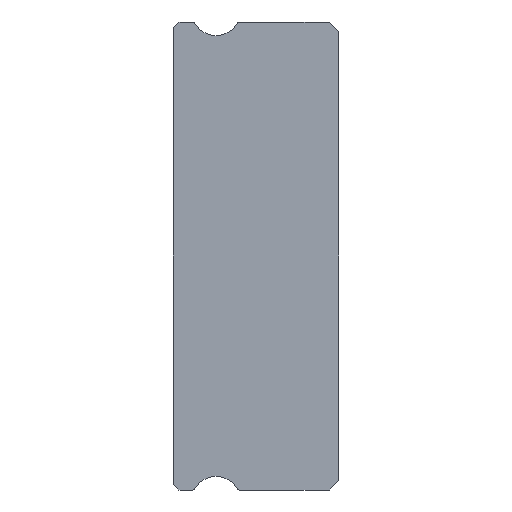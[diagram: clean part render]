
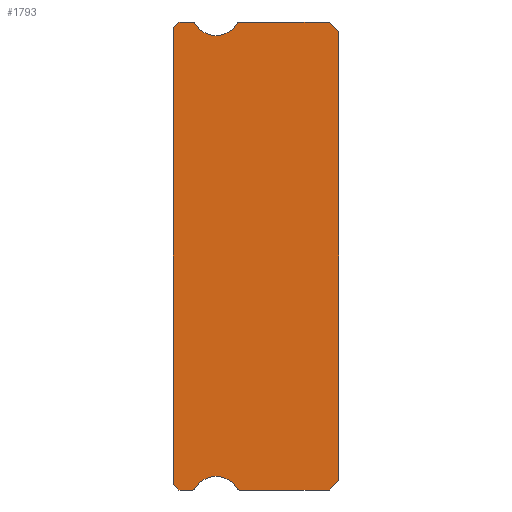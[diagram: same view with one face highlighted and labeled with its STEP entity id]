
A CAD part, left-side view. The second image highlights one B-rep face of the part: STEP entity #1793.
In plain terms, the highlighted planar face has unit normal (-1, 0, 0).
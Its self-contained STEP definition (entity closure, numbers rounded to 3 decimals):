
#21 = VECTOR ( 'NONE', #1998, 1000. ) ;
#59 = VERTEX_POINT ( 'NONE', #2190 ) ;
#98 = VECTOR ( 'NONE', #1206, 1000. ) ;
#124 = DIRECTION ( 'NONE',  ( 0., 0., -1. ) ) ;
#156 = VERTEX_POINT ( 'NONE', #1061 ) ;
#207 = CARTESIAN_POINT ( 'NONE',  ( -10., 5.088, 12. ) ) ;
#218 = EDGE_LOOP ( 'NONE', ( #3518, #1715, #224, #312, #3839, #3451, #2447, #2173, #1114, #936, #2378, #1193, #1558, #2839, #973, #633, #579 ) ) ;
#224 = ORIENTED_EDGE ( 'NONE', *, *, #2280, .T. ) ;
#249 = EDGE_CURVE ( 'NONE', #1447, #59, #860, .T. ) ;
#254 = DIRECTION ( 'NONE',  ( 0., 0., -1. ) ) ;
#312 = ORIENTED_EDGE ( 'NONE', *, *, #3720, .F. ) ;
#336 = LINE ( 'NONE', #2459, #3678 ) ;
#408 = VECTOR ( 'NONE', #985, 1000. ) ;
#422 = EDGE_CURVE ( 'NONE', #1635, #1449, #336, .T. ) ;
#428 = CARTESIAN_POINT ( 'NONE',  ( -10., 5.088, -11.85 ) ) ;
#453 = LINE ( 'NONE', #492, #947 ) ;
#455 = VECTOR ( 'NONE', #2264, 1000. ) ;
#464 = CIRCLE ( 'NONE', #2359, 0.15 ) ;
#481 = EDGE_CURVE ( 'NONE', #774, #2988, #3037, .T. ) ;
#485 = CARTESIAN_POINT ( 'NONE',  ( -10., 8.5, 11.85 ) ) ;
#492 = CARTESIAN_POINT ( 'NONE',  ( -10., 7.512, -12. ) ) ;
#531 = CARTESIAN_POINT ( 'NONE',  ( -10., 8.2, -12. ) ) ;
#579 = ORIENTED_EDGE ( 'NONE', *, *, #481, .T. ) ;
#627 = AXIS2_PLACEMENT_3D ( 'NONE', #2192, #1616, #124 ) ;
#633 = ORIENTED_EDGE ( 'NONE', *, *, #2686, .T. ) ;
#666 = CARTESIAN_POINT ( 'NONE',  ( -10., 5.217, 11.925 ) ) ;
#678 = DIRECTION ( 'NONE',  ( 0., 0., -1. ) ) ;
#686 = DIRECTION ( 'NONE',  ( 1., 0., 0. ) ) ;
#774 = VERTEX_POINT ( 'NONE', #2183 ) ;
#804 = VERTEX_POINT ( 'NONE', #1306 ) ;
#808 = LINE ( 'NONE', #1973, #2218 ) ;
#850 = DIRECTION ( 'NONE',  ( 1., 0., 0. ) ) ;
#860 = CIRCLE ( 'NONE', #3766, 1.25 ) ;
#931 = EDGE_CURVE ( 'NONE', #1635, #156, #1753, .T. ) ;
#936 = ORIENTED_EDGE ( 'NONE', *, *, #3493, .F. ) ;
#942 = AXIS2_PLACEMENT_3D ( 'NONE', #3340, #3024, #678 ) ;
#943 = LINE ( 'NONE', #2159, #1171 ) ;
#947 = VECTOR ( 'NONE', #1696, 1000. ) ;
#973 = ORIENTED_EDGE ( 'NONE', *, *, #979, .F. ) ;
#979 = EDGE_CURVE ( 'NONE', #2889, #1447, #3102, .T. ) ;
#985 = DIRECTION ( 'NONE',  ( 0., 0.707, -0.707 ) ) ;
#997 = DIRECTION ( 'NONE',  ( 0., 0., -1. ) ) ;
#1061 = CARTESIAN_POINT ( 'NONE',  ( -10., 0., 11.5 ) ) ;
#1114 = ORIENTED_EDGE ( 'NONE', *, *, #931, .T. ) ;
#1139 = CIRCLE ( 'NONE', #3866, 0.15 ) ;
#1140 = CARTESIAN_POINT ( 'NONE',  ( -10., 6.3, 12.55 ) ) ;
#1171 = VECTOR ( 'NONE', #3354, 1000. ) ;
#1181 = CARTESIAN_POINT ( 'NONE',  ( -10., 5.088, -12. ) ) ;
#1193 = ORIENTED_EDGE ( 'NONE', *, *, #1525, .F. ) ;
#1198 = CIRCLE ( 'NONE', #627, 1.25 ) ;
#1199 = EDGE_CURVE ( 'NONE', #2537, #1549, #464, .T. ) ;
#1206 = DIRECTION ( 'NONE',  ( 0., -0.707, -0.707 ) ) ;
#1301 = DIRECTION ( 'NONE',  ( 0., 0.707, -0.707 ) ) ;
#1306 = CARTESIAN_POINT ( 'NONE',  ( -10., 7.512, -12. ) ) ;
#1368 = DIRECTION ( 'NONE',  ( 1., 0., 0. ) ) ;
#1387 = DIRECTION ( 'NONE',  ( 0., 0., 1. ) ) ;
#1393 = DIRECTION ( 'NONE',  ( -1., 0., 0. ) ) ;
#1397 = CARTESIAN_POINT ( 'NONE',  ( -10., 0., -11.5 ) ) ;
#1408 = DIRECTION ( 'NONE',  ( 0., 0., -1. ) ) ;
#1430 = CARTESIAN_POINT ( 'NONE',  ( -10., 7.512, 11.85 ) ) ;
#1447 = VERTEX_POINT ( 'NONE', #2407 ) ;
#1449 = VERTEX_POINT ( 'NONE', #2422 ) ;
#1505 = EDGE_CURVE ( 'NONE', #1549, #2189, #1198, .T. ) ;
#1525 = EDGE_CURVE ( 'NONE', #1618, #2762, #1139, .T. ) ;
#1539 = CIRCLE ( 'NONE', #2376, 0.15 ) ;
#1549 = VERTEX_POINT ( 'NONE', #2755 ) ;
#1558 = ORIENTED_EDGE ( 'NONE', *, *, #3276, .F. ) ;
#1616 = DIRECTION ( 'NONE',  ( -1., 0., 0. ) ) ;
#1618 = VERTEX_POINT ( 'NONE', #666 ) ;
#1621 = DIRECTION ( 'NONE',  ( 0., 0., -1. ) ) ;
#1635 = VERTEX_POINT ( 'NONE', #1397 ) ;
#1691 = CIRCLE ( 'NONE', #3009, 1.25 ) ;
#1696 = DIRECTION ( 'NONE',  ( 0., -1., 0. ) ) ;
#1715 = ORIENTED_EDGE ( 'NONE', *, *, #3197, .T. ) ;
#1739 = VECTOR ( 'NONE', #3225, 1000. ) ;
#1753 = LINE ( 'NONE', #2009, #1739 ) ;
#1757 = CARTESIAN_POINT ( 'NONE',  ( -10., 6.3, 12.55 ) ) ;
#1793 = ADVANCED_FACE ( 'NONE', ( #1848 ), #2710, .F. ) ;
#1816 = DIRECTION ( 'NONE',  ( 0., 0., -1. ) ) ;
#1848 = FACE_OUTER_BOUND ( 'NONE', #218, .T. ) ;
#1973 = CARTESIAN_POINT ( 'NONE',  ( -10., 7.512, 12. ) ) ;
#1998 = DIRECTION ( 'NONE',  ( 0., -0.707, -0.707 ) ) ;
#2009 = CARTESIAN_POINT ( 'NONE',  ( -10., 0., 11.5 ) ) ;
#2159 = CARTESIAN_POINT ( 'NONE',  ( -10., 7.512, -12. ) ) ;
#2173 = ORIENTED_EDGE ( 'NONE', *, *, #422, .F. ) ;
#2183 = CARTESIAN_POINT ( 'NONE',  ( -10., 8.2, 12. ) ) ;
#2188 = EDGE_CURVE ( 'NONE', #2762, #3198, #808, .T. ) ;
#2189 = VERTEX_POINT ( 'NONE', #3795 ) ;
#2190 = CARTESIAN_POINT ( 'NONE',  ( -10., 6.3, 11.3 ) ) ;
#2192 = CARTESIAN_POINT ( 'NONE',  ( -10., 6.3, -12.55 ) ) ;
#2218 = VECTOR ( 'NONE', #3132, 1000. ) ;
#2264 = DIRECTION ( 'NONE',  ( 0., 1., 0. ) ) ;
#2280 = EDGE_CURVE ( 'NONE', #3284, #804, #453, .T. ) ;
#2359 = AXIS2_PLACEMENT_3D ( 'NONE', #428, #2524, #1621 ) ;
#2372 = CARTESIAN_POINT ( 'NONE',  ( -10., 0.5, 12. ) ) ;
#2376 = AXIS2_PLACEMENT_3D ( 'NONE', #3306, #850, #1816 ) ;
#2378 = ORIENTED_EDGE ( 'NONE', *, *, #2188, .F. ) ;
#2407 = CARTESIAN_POINT ( 'NONE',  ( -10., 7.383, 11.925 ) ) ;
#2422 = CARTESIAN_POINT ( 'NONE',  ( -10., 0.5, -12. ) ) ;
#2447 = ORIENTED_EDGE ( 'NONE', *, *, #3507, .F. ) ;
#2459 = CARTESIAN_POINT ( 'NONE',  ( -10., 0., -11.5 ) ) ;
#2476 = CARTESIAN_POINT ( 'NONE',  ( -10., 8.5, 11.7 ) ) ;
#2524 = DIRECTION ( 'NONE',  ( 1., 0., 0. ) ) ;
#2537 = VERTEX_POINT ( 'NONE', #1181 ) ;
#2538 = AXIS2_PLACEMENT_3D ( 'NONE', #1430, #1368, #1408 ) ;
#2596 = DIRECTION ( 'NONE',  ( 0., 0., -1. ) ) ;
#2660 = VECTOR ( 'NONE', #1387, 1000. ) ;
#2686 = EDGE_CURVE ( 'NONE', #2889, #774, #3397, .T. ) ;
#2707 = EDGE_CURVE ( 'NONE', #3505, #2988, #2878, .T. ) ;
#2710 = PLANE ( 'NONE',  #942 ) ;
#2755 = CARTESIAN_POINT ( 'NONE',  ( -10., 5.217, -11.925 ) ) ;
#2762 = VERTEX_POINT ( 'NONE', #207 ) ;
#2779 = LINE ( 'NONE', #3699, #98 ) ;
#2814 = CARTESIAN_POINT ( 'NONE',  ( -10., 5.088, 11.85 ) ) ;
#2839 = ORIENTED_EDGE ( 'NONE', *, *, #249, .F. ) ;
#2878 = LINE ( 'NONE', #485, #2660 ) ;
#2889 = VERTEX_POINT ( 'NONE', #3642 ) ;
#2953 = DIRECTION ( 'NONE',  ( -1., 0., 0. ) ) ;
#2988 = VERTEX_POINT ( 'NONE', #2476 ) ;
#3009 = AXIS2_PLACEMENT_3D ( 'NONE', #1757, #2953, #254 ) ;
#3024 = DIRECTION ( 'NONE',  ( 1., 0., 0. ) ) ;
#3037 = LINE ( 'NONE', #3697, #408 ) ;
#3102 = CIRCLE ( 'NONE', #2538, 0.15 ) ;
#3132 = DIRECTION ( 'NONE',  ( 0., -1., 0. ) ) ;
#3197 = EDGE_CURVE ( 'NONE', #3505, #3284, #3821, .T. ) ;
#3198 = VERTEX_POINT ( 'NONE', #2372 ) ;
#3225 = DIRECTION ( 'NONE',  ( 0., 0., 1. ) ) ;
#3276 = EDGE_CURVE ( 'NONE', #59, #1618, #1691, .T. ) ;
#3284 = VERTEX_POINT ( 'NONE', #3478 ) ;
#3306 = CARTESIAN_POINT ( 'NONE',  ( -10., 7.512, -11.85 ) ) ;
#3340 = CARTESIAN_POINT ( 'NONE',  ( -10., 7.512, 11.85 ) ) ;
#3354 = DIRECTION ( 'NONE',  ( 0., 1., 0. ) ) ;
#3397 = LINE ( 'NONE', #3769, #455 ) ;
#3451 = ORIENTED_EDGE ( 'NONE', *, *, #1199, .F. ) ;
#3478 = CARTESIAN_POINT ( 'NONE',  ( -10., 8.2, -12. ) ) ;
#3493 = EDGE_CURVE ( 'NONE', #3198, #156, #2779, .T. ) ;
#3505 = VERTEX_POINT ( 'NONE', #3649 ) ;
#3507 = EDGE_CURVE ( 'NONE', #1449, #2537, #943, .T. ) ;
#3518 = ORIENTED_EDGE ( 'NONE', *, *, #2707, .F. ) ;
#3642 = CARTESIAN_POINT ( 'NONE',  ( -10., 7.512, 12. ) ) ;
#3649 = CARTESIAN_POINT ( 'NONE',  ( -10., 8.5, -11.7 ) ) ;
#3678 = VECTOR ( 'NONE', #1301, 1000. ) ;
#3697 = CARTESIAN_POINT ( 'NONE',  ( -10., 8.5, 11.7 ) ) ;
#3699 = CARTESIAN_POINT ( 'NONE',  ( -10., 0.5, 12. ) ) ;
#3720 = EDGE_CURVE ( 'NONE', #2189, #804, #1539, .T. ) ;
#3766 = AXIS2_PLACEMENT_3D ( 'NONE', #1140, #1393, #2596 ) ;
#3769 = CARTESIAN_POINT ( 'NONE',  ( -10., 8.2, 12. ) ) ;
#3795 = CARTESIAN_POINT ( 'NONE',  ( -10., 7.383, -11.925 ) ) ;
#3821 = LINE ( 'NONE', #531, #21 ) ;
#3839 = ORIENTED_EDGE ( 'NONE', *, *, #1505, .F. ) ;
#3866 = AXIS2_PLACEMENT_3D ( 'NONE', #2814, #686, #997 ) ;
